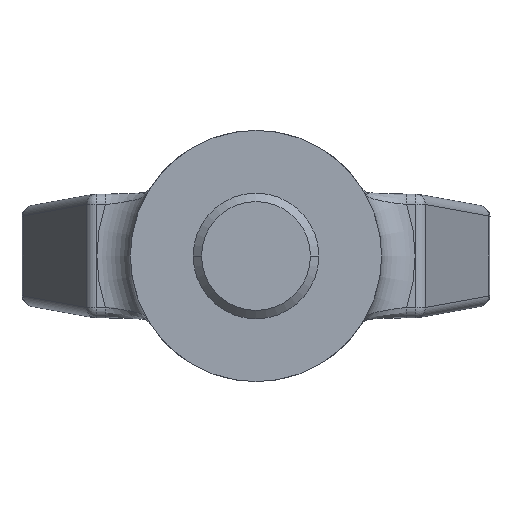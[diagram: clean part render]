
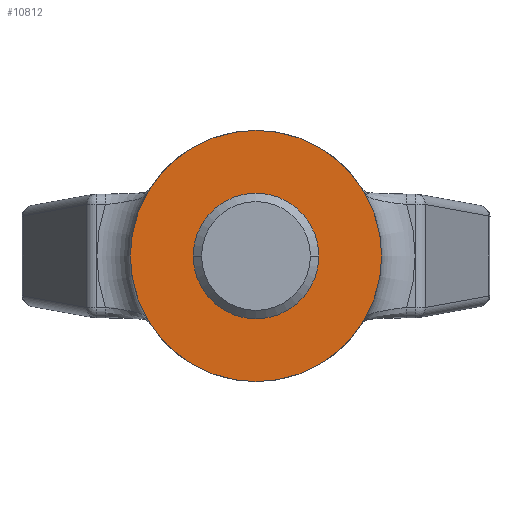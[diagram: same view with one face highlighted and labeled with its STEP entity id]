
A CAD part, front view. The second image highlights one B-rep face of the part: STEP entity #10812.
In plain terms, the highlighted planar face has unit normal (0, -1, 0).
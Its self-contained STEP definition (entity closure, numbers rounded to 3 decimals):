
#1242=CARTESIAN_POINT('',(0.,-56.,0.));
#1243=DIRECTION('',(0.,-1.,0.));
#1244=DIRECTION('',(-1.,0.,0.));
#1245=AXIS2_PLACEMENT_3D('',#1242,#1243,#1244);
#1247=CARTESIAN_POINT('',(0.,-56.,0.));
#1248=DIRECTION('',(0.,1.,0.));
#1249=DIRECTION('',(-1.,0.,0.));
#1250=AXIS2_PLACEMENT_3D('',#1247,#1248,#1249);
#6514=CARTESIAN_POINT('',(-30.,-56.,0.));
#6515=CARTESIAN_POINT('',(30.,-56.,0.));
#6516=VERTEX_POINT('',#6514);
#6517=VERTEX_POINT('',#6515);
#10803=CARTESIAN_POINT('',(0.,-56.,0.));
#10804=DIRECTION('',(0.,1.,0.));
#10805=DIRECTION('',(1.,0.,0.));
#10806=AXIS2_PLACEMENT_3D('',#10803,#10804,#10805);
#10807=PLANE('',#10806);
#10808=ORIENTED_EDGE('',*,*,#10794,.F.);
#10809=ORIENTED_EDGE('',*,*,#8493,.T.);
#10810=EDGE_LOOP('',(#10808,#10809));
#10811=FACE_OUTER_BOUND('',#10810,.F.);
#10812=ADVANCED_FACE('',(#10811),#10807,.F.);
#1246=CIRCLE('',#1245,30.);
#1251=CIRCLE('',#1250,30.);
#8493=EDGE_CURVE('',#6516,#6517,#1251,.T.);
#10794=EDGE_CURVE('',#6516,#6517,#1246,.T.);
